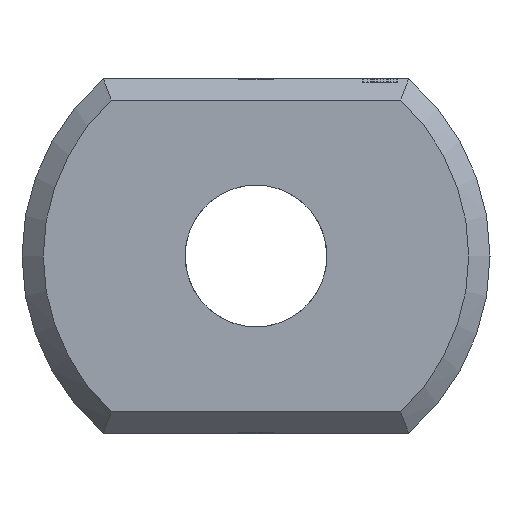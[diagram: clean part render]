
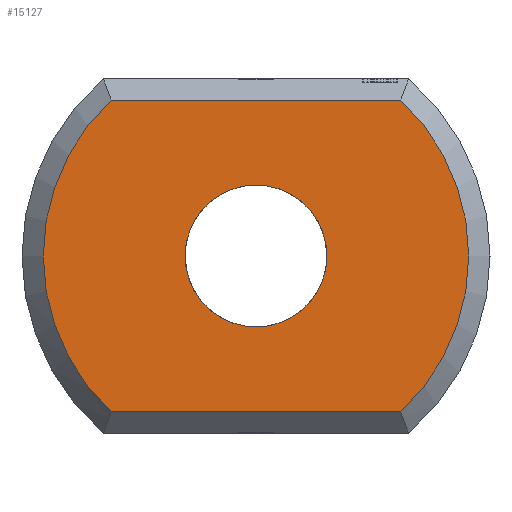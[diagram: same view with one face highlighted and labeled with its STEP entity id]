
A CAD part, left-side view. The second image highlights one B-rep face of the part: STEP entity #15127.
In plain terms, the highlighted planar face has unit normal (-1, 0, 0).
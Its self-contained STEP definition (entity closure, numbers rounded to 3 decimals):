
#3749 = VERTEX_POINT('',#3750);
#3750 = CARTESIAN_POINT('',(0.,-2.04,2.2));
#3759 = VERTEX_POINT('',#3760);
#3760 = CARTESIAN_POINT('',(0.,-2.04,-2.2));
#3767 = EDGE_CURVE('',#3749,#3759,#3768,.T.);
#3768 = CIRCLE('',#3769,3.);
#3769 = AXIS2_PLACEMENT_3D('',#3770,#3771,#3772);
#3770 = CARTESIAN_POINT('',(0.,0.,0.));
#3771 = DIRECTION('',(1.,0.,0.));
#3772 = DIRECTION('',(0.,-0.653,0.758)
  );
#4352 = VERTEX_POINT('',#4353);
#4353 = CARTESIAN_POINT('',(0.,2.04,2.2));
#4360 = EDGE_CURVE('',#3749,#4352,#4361,.T.);
#4361 = LINE('',#4362,#4363);
#4362 = CARTESIAN_POINT('',(0.,-2.154,2.2));
#4363 = VECTOR('',#4364,1.);
#4364 = DIRECTION('',(0.,1.,0.));
#15127 = ADVANCED_FACE('',(#15128,#15147),#15158,.F.);
#15128 = FACE_BOUND('',#15129,.F.);
#15129 = EDGE_LOOP('',(#15130,#15139,#15140,#15141));
#15130 = ORIENTED_EDGE('',*,*,#15131,.T.);
#15131 = EDGE_CURVE('',#15132,#4352,#15134,.T.);
#15132 = VERTEX_POINT('',#15133);
#15133 = CARTESIAN_POINT('',(0.,2.04,-2.2));
#15134 = CIRCLE('',#15135,3.);
#15135 = AXIS2_PLACEMENT_3D('',#15136,#15137,#15138);
#15136 = CARTESIAN_POINT('',(0.,0.,0.));
#15137 = DIRECTION('',(1.,0.,0.));
#15138 = DIRECTION('',(0.,0.653,-0.758)
  );
#15139 = ORIENTED_EDGE('',*,*,#4360,.F.);
#15140 = ORIENTED_EDGE('',*,*,#3767,.T.);
#15141 = ORIENTED_EDGE('',*,*,#15142,.T.);
#15142 = EDGE_CURVE('',#3759,#15132,#15143,.T.);
#15143 = LINE('',#15144,#15145);
#15144 = CARTESIAN_POINT('',(0.,-2.154,-2.2));
#15145 = VECTOR('',#15146,1.);
#15146 = DIRECTION('',(0.,1.,0.));
#15147 = FACE_BOUND('',#15148,.T.);
#15148 = EDGE_LOOP('',(#15149));
#15149 = ORIENTED_EDGE('',*,*,#15150,.T.);
#15150 = EDGE_CURVE('',#15151,#15151,#15153,.T.);
#15151 = VERTEX_POINT('',#15152);
#15152 = CARTESIAN_POINT('',(0.,1.,0.)
  );
#15153 = CIRCLE('',#15154,1.);
#15154 = AXIS2_PLACEMENT_3D('',#15155,#15156,#15157);
#15155 = CARTESIAN_POINT('',(0.,0.,0.));
#15156 = DIRECTION('',(1.,0.,0.));
#15157 = DIRECTION('',(0.,1.,0.));
#15158 = PLANE('',#15159);
#15159 = AXIS2_PLACEMENT_3D('',#15160,#15161,#15162);
#15160 = CARTESIAN_POINT('',(0.,0.,0.));
#15161 = DIRECTION('',(1.,0.,0.));
#15162 = DIRECTION('',(0.,0.,1.));
